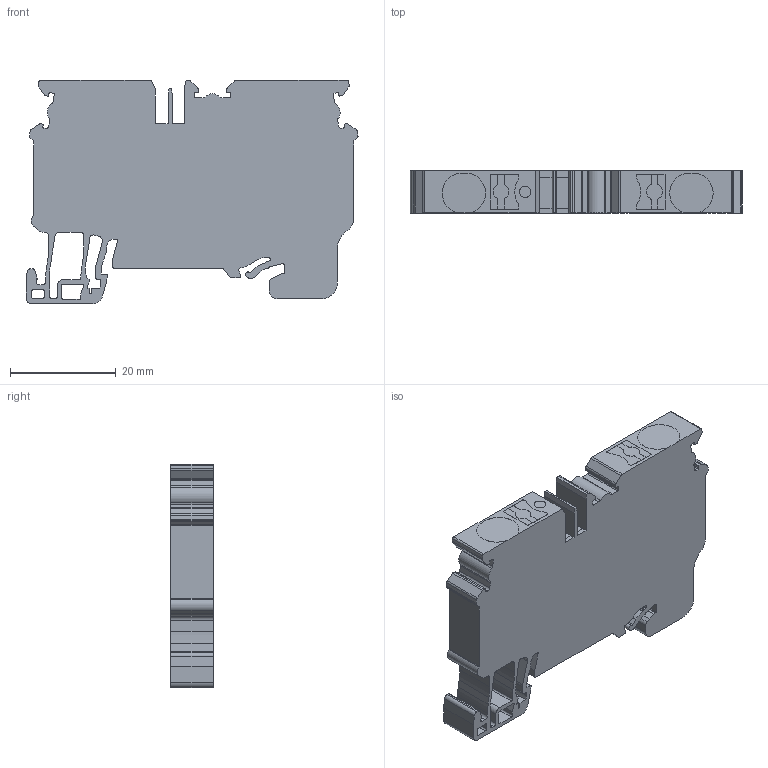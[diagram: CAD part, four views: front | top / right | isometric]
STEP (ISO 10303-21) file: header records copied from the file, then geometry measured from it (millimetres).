
FILE_DESCRIPTION(/* description */ ('Unknown'),/* implementation_level */ '2;1');
FILE_NAME(/* name */ 'CPG6_10',/* time_stamp */ '2018-07-30T14:28:48+06:00',/* author */ ('Unknown'),/* organization */ ('Unknown'),/* preprocessor_version */ 'ST-DEVELOPER v16.7',/* originating_system */ 'DEX',/* authorisation */ $);
FILE_SCHEMA (('AP203_CONFIGURATION_CONTROLLED_3D_DESIGN_OF_MECHANICAL_PARTS_AND_ASSEMBLIES_MIM_LF { 1 0 10303 203 3 1 4 }','AUTOMOTIVE_DESIGN {1 0 10303 214 3 1 1}'));
Length unit declared in the file: millimetre
Products named in the file (1): CPG6_10
Bounding box: 62.75 x 8 x 42.2 mm (x, y, z)
Volume: 16498.6 mm3; surface area: 7232.3 mm2
Topology: 1 solids, 1 shells, 316 faces, 935 edges, 624 vertices
Faces by surface type: plane 172, cylinder 144
Full cylindrical faces by diameter (mm): 2.2 x1
Entity records: 12871 total; most frequent: CARTESIAN_POINT 1875, ORIENTED_EDGE 1868, DIRECTION 1856, EDGE_CURVE 934, LINE 646, VECTOR 646, VERTEX_POINT 624, AXIS2_PLACEMENT_3D 605
